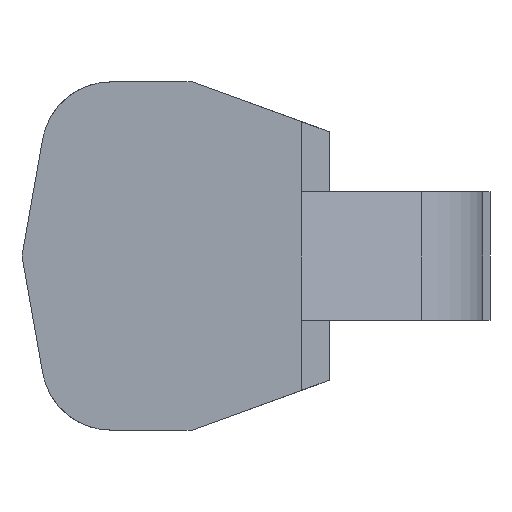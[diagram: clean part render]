
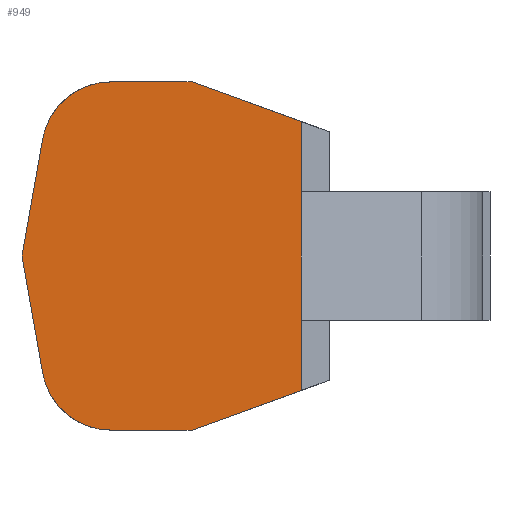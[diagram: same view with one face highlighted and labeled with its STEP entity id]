
A CAD part, front view. The second image highlights one B-rep face of the part: STEP entity #949.
In plain terms, the highlighted planar face has unit normal (0, -1, 0).
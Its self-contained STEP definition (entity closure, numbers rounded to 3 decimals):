
#41=PLANE('',#1024);
#87=FACE_OUTER_BOUND('',#140,.T.);
#140=EDGE_LOOP('',(#751,#752,#753,#754,#755,#756,#757,#758,#759,#760,#761));
#190=LINE('',#1389,#307);
#193=LINE('',#1397,#310);
#195=LINE('',#1401,#312);
#208=LINE('',#1426,#325);
#226=LINE('',#1472,#343);
#228=LINE('',#1476,#345);
#229=LINE('',#1480,#346);
#230=LINE('',#1482,#347);
#231=LINE('',#1483,#348);
#307=VECTOR('',#1104,10.);
#310=VECTOR('',#1113,10.);
#312=VECTOR('',#1117,10.);
#325=VECTOR('',#1140,10.);
#343=VECTOR('',#1174,10.);
#345=VECTOR('',#1178,10.);
#346=VECTOR('',#1181,10.);
#347=VECTOR('',#1182,10.);
#348=VECTOR('',#1183,10.);
#413=CIRCLE('',#1008,3.175);
#418=CIRCLE('',#1025,3.175);
#441=VERTEX_POINT('',#1386);
#442=VERTEX_POINT('',#1388);
#443=VERTEX_POINT('',#1392);
#444=VERTEX_POINT('',#1396);
#445=VERTEX_POINT('',#1400);
#452=VERTEX_POINT('',#1424);
#472=VERTEX_POINT('',#1471);
#473=VERTEX_POINT('',#1475);
#474=VERTEX_POINT('',#1477);
#475=VERTEX_POINT('',#1479);
#476=VERTEX_POINT('',#1481);
#536=EDGE_CURVE('',#442,#441,#190,.T.);
#538=EDGE_CURVE('',#442,#443,#413,.T.);
#540=EDGE_CURVE('',#444,#443,#193,.T.);
#542=EDGE_CURVE('',#445,#444,#195,.T.);
#555=EDGE_CURVE('',#452,#445,#208,.T.);
#577=EDGE_CURVE('',#452,#472,#226,.T.);
#579=EDGE_CURVE('',#473,#441,#228,.T.);
#580=EDGE_CURVE('',#473,#474,#418,.T.);
#581=EDGE_CURVE('',#475,#474,#229,.T.);
#582=EDGE_CURVE('',#476,#475,#230,.T.);
#583=EDGE_CURVE('',#472,#476,#231,.T.);
#751=ORIENTED_EDGE('',*,*,#579,.F.);
#752=ORIENTED_EDGE('',*,*,#580,.T.);
#753=ORIENTED_EDGE('',*,*,#581,.F.);
#754=ORIENTED_EDGE('',*,*,#582,.F.);
#755=ORIENTED_EDGE('',*,*,#583,.F.);
#756=ORIENTED_EDGE('',*,*,#577,.F.);
#757=ORIENTED_EDGE('',*,*,#555,.T.);
#758=ORIENTED_EDGE('',*,*,#542,.T.);
#759=ORIENTED_EDGE('',*,*,#540,.T.);
#760=ORIENTED_EDGE('',*,*,#538,.F.);
#761=ORIENTED_EDGE('',*,*,#536,.T.);
#949=ADVANCED_FACE('',(#87),#41,.T.);
#1008=AXIS2_PLACEMENT_3D('',#1393,#1108,#1109);
#1024=AXIS2_PLACEMENT_3D('',#1474,#1176,#1177);
#1025=AXIS2_PLACEMENT_3D('',#1478,#1179,#1180);
#1104=DIRECTION('',(-0.174,0.,-0.985));
#1108=DIRECTION('center_axis',(0.,1.,0.));
#1109=DIRECTION('ref_axis',(-0.643,0.,0.766));
#1113=DIRECTION('',(-1.,0.,0.));
#1117=DIRECTION('',(-0.94,0.,0.342));
#1140=DIRECTION('',(0.,0.,1.));
#1174=DIRECTION('',(0.,0.,-1.));
#1176=DIRECTION('center_axis',(0.,-1.,0.));
#1177=DIRECTION('ref_axis',(0.,0.,-1.));
#1178=DIRECTION('',(-0.174,0.,0.985));
#1179=DIRECTION('center_axis',(0.,-1.,0.));
#1180=DIRECTION('ref_axis',(-0.643,0.,-0.766));
#1181=DIRECTION('',(-1.,0.,0.));
#1182=DIRECTION('',(-0.94,0.,-0.342));
#1183=DIRECTION('',(0.,0.,-1.));
#1386=CARTESIAN_POINT('',(23.861,29.716,-0.254));
#1388=CARTESIAN_POINT('',(24.798,29.716,5.06));
#1389=CARTESIAN_POINT('',(25.261,29.716,7.684));
#1392=CARTESIAN_POINT('',(27.925,29.716,7.684));
#1393=CARTESIAN_POINT('Origin',(27.925,29.716,4.509));
#1396=CARTESIAN_POINT('',(31.611,29.716,7.684));
#1397=CARTESIAN_POINT('',(31.611,29.716,7.684));
#1400=CARTESIAN_POINT('',(36.596,29.716,5.869));
#1401=CARTESIAN_POINT('',(31.611,29.716,7.684));
#1424=CARTESIAN_POINT('',(36.596,29.716,2.667));
#1426=CARTESIAN_POINT('',(36.596,29.716,-2.238));
#1471=CARTESIAN_POINT('',(36.596,29.716,-3.175));
#1472=CARTESIAN_POINT('',(36.596,29.716,1.73));
#1474=CARTESIAN_POINT('Origin',(30.864,29.716,3.715));
#1475=CARTESIAN_POINT('',(24.798,29.716,-5.568));
#1476=CARTESIAN_POINT('',(25.261,29.716,-8.192));
#1477=CARTESIAN_POINT('',(27.925,29.716,-8.192));
#1478=CARTESIAN_POINT('Origin',(27.925,29.716,-5.017));
#1479=CARTESIAN_POINT('',(31.611,29.716,-8.192));
#1480=CARTESIAN_POINT('',(31.611,29.716,-8.192));
#1481=CARTESIAN_POINT('',(36.596,29.716,-6.377));
#1482=CARTESIAN_POINT('',(31.611,29.716,-8.192));
#1483=CARTESIAN_POINT('',(36.596,29.716,1.73));
